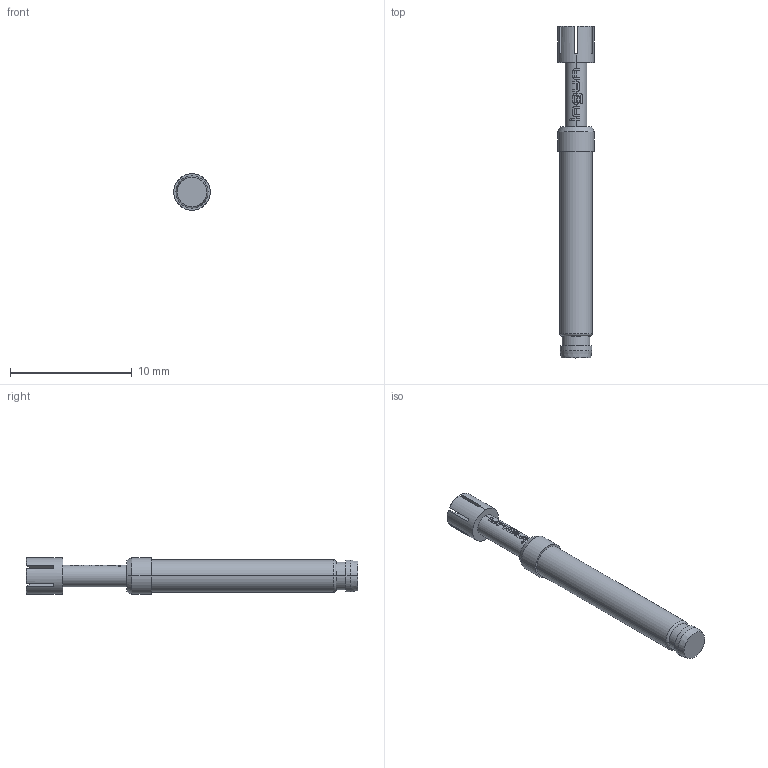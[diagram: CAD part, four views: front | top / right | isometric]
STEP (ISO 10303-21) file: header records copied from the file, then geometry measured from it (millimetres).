
FILE_DESCRIPTION (( 'STEP AP203' ), '1' );
FILE_NAME ('INGUN_GKS-113_319_300_A_xx02.STEP', '2022-09-22T13:06:35', ( 'ochi' ), ( '' ), 'SwSTEP 2.0', 'SolidWorks 2021', '' );
FILE_SCHEMA (( 'CONFIG_CONTROL_DESIGN' ));
Length unit declared in the file: millimetre
Products named in the file (1): INGUN_GKS-113_319_300_A_xx02
Bounding box: 3 x 27.3 x 3 mm (x, y, z)
Volume: 134.1 mm3; surface area: 264.9 mm2
Topology: 1 solids, 1 shells, 129 faces, 358 edges, 236 vertices
Faces by surface type: plane 58, cylinder 31, bspline 22, cone 16, torus 2
Entity records: 4583 total; most frequent: CARTESIAN_POINT 1364, ORIENTED_EDGE 716, DIRECTION 588, EDGE_CURVE 358, VERTEX_POINT 236, AXIS2_PLACEMENT_3D 232, EDGE_LOOP 134, FACE_OUTER_BOUND 129
